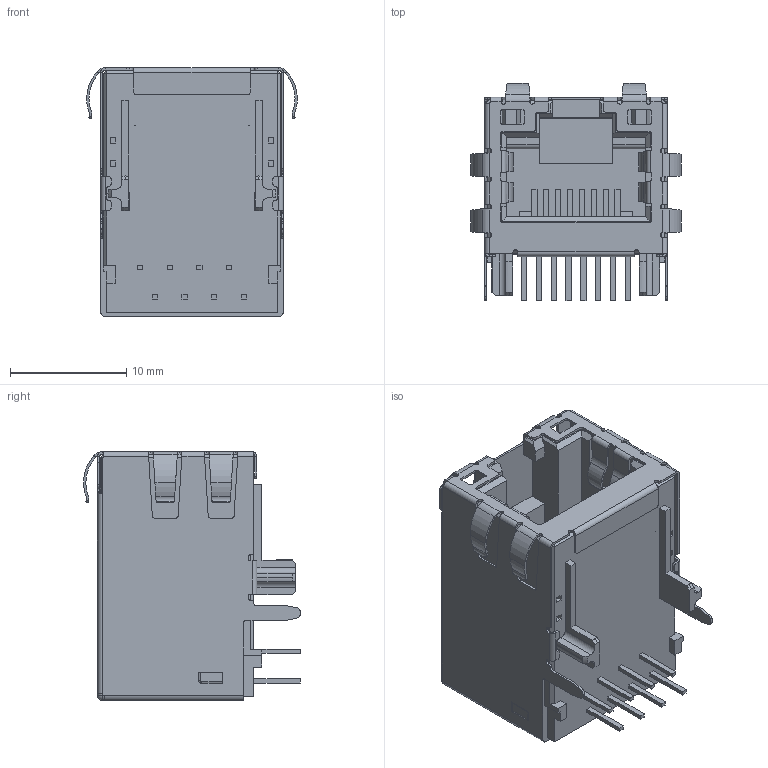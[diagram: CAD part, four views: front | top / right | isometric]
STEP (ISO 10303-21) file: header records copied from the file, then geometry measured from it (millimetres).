
FILE_DESCRIPTION (( 'STEP AP214' ), '1' );
FILE_NAME ('Ðîçåòêà.STEP', '2019-02-11T11:02:36', ( '' ), ( '' ), 'SwSTEP 2.0', 'SolidWorks 2015', '' );
FILE_SCHEMA (( 'AUTOMOTIVE_DESIGN' ));
Length unit declared in the file: millimetre
Products named in the file (1): Ðîçåòêà
Bounding box: 18.1 x 18.62 x 21.35 mm (x, y, z)
Volume: 3285.6 mm3; surface area: 3221.2 mm2
Topology: 1 solids, 3 shells, 834 faces, 2330 edges, 1472 vertices
Faces by surface type: plane 554, cylinder 266, cone 8, bspline 2, torus 2, sphere 2
Entity records: 29559 total; most frequent: CARTESIAN_POINT 5261, ORIENTED_EDGE 4656, DIRECTION 4268, EDGE_CURVE 2328, VECTOR 1726, LINE 1726, VERTEX_POINT 1472, AXIS2_PLACEMENT_3D 1271
